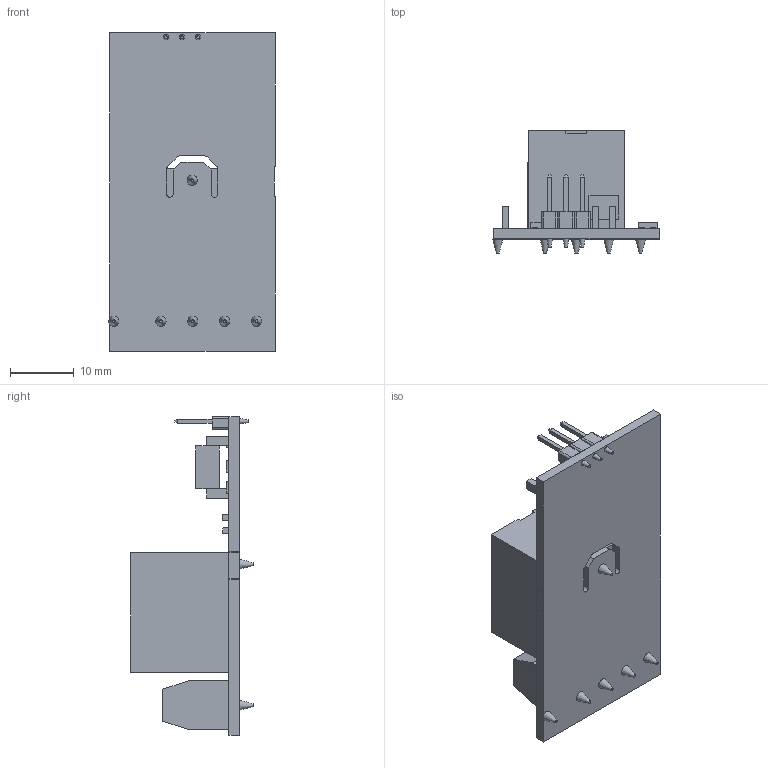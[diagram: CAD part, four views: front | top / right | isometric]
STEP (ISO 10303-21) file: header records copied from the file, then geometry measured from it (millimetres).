
FILE_DESCRIPTION(/* description */ ('STEP AP214'),/* implementation_level */ '2;1');
FILE_NAME(/* name */ 'реле.stp',/* time_stamp */ '2023-02-20T21:42:24+03:00',/* author */ ('Tasya'),/* organization */ (''),/* preprocessor_version */ 'ST-DEVELOPER v18.1',/* originating_system */ 'Autodesk Inventor 2021',/* authorisation */ '');
FILE_SCHEMA (('AUTOMOTIVE_DESIGN { 1 0 10303 214 3 1 1 }'));
Length unit declared in the file: millimetre
Products named in the file (1): реле
Bounding box: 26.14 x 19.2 x 50 mm (x, y, z)
Volume: 7580.4 mm3; surface area: 5967.9 mm2
Topology: 42 solids, 42 shells, 385 faces, 858 edges, 564 vertices
Faces by surface type: plane 346, cylinder 30, cone 9
Full cylindrical faces by diameter (mm): 1 x1, 3.45 x3
Entity records: 10919 total; most frequent: CARTESIAN_POINT 1811, DIRECTION 1755, ORIENTED_EDGE 1714, EDGE_CURVE 857, LINE 727, VECTOR 727, VERTEX_POINT 564, AXIS2_PLACEMENT_3D 514
